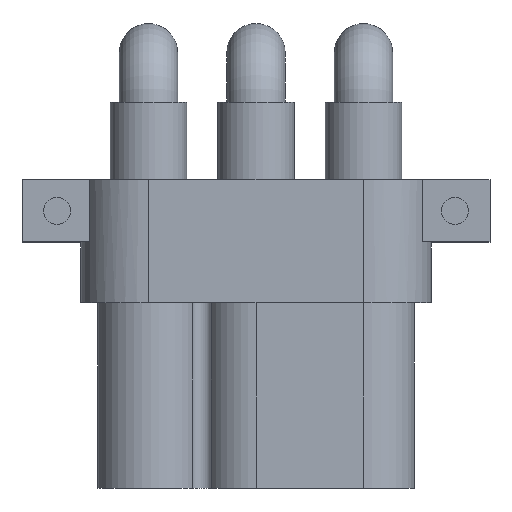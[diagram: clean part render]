
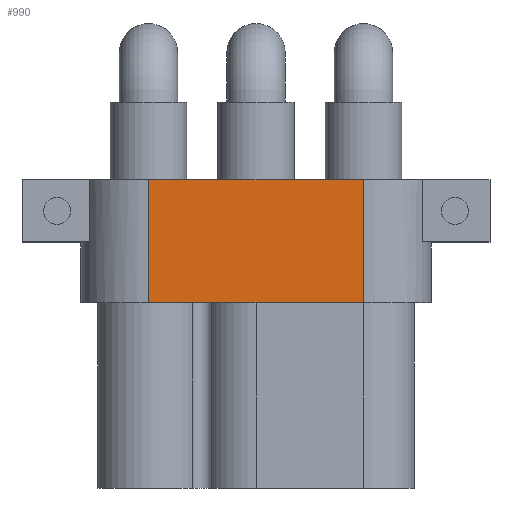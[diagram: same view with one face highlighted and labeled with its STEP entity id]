
A CAD part, top view. The second image highlights one B-rep face of the part: STEP entity #990.
In plain terms, the highlighted planar face has unit normal (0, 0, 1).
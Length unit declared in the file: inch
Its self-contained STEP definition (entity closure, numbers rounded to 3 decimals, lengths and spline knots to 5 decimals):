
#64=PLANE('',#1126);
#125=FACE_OUTER_BOUND('',#201,.T.);
#201=EDGE_LOOP('',(#839,#840,#841,#842));
#243=LINE('',#1620,#310);
#275=LINE('',#1711,#342);
#276=LINE('',#1714,#343);
#277=LINE('',#1715,#344);
#310=VECTOR('',#1334,0.3937);
#342=VECTOR('',#1426,0.3937);
#343=VECTOR('',#1429,0.3937);
#344=VECTOR('',#1430,0.3937);
#459=VERTEX_POINT('',#1617);
#460=VERTEX_POINT('',#1619);
#489=VERTEX_POINT('',#1709);
#490=VERTEX_POINT('',#1713);
#568=EDGE_CURVE('',#459,#460,#243,.T.);
#612=EDGE_CURVE('',#459,#489,#275,.T.);
#613=EDGE_CURVE('',#490,#489,#276,.T.);
#614=EDGE_CURVE('',#460,#490,#277,.T.);
#839=ORIENTED_EDGE('',*,*,#612,.T.);
#840=ORIENTED_EDGE('',*,*,#613,.F.);
#841=ORIENTED_EDGE('',*,*,#614,.F.);
#842=ORIENTED_EDGE('',*,*,#568,.F.);
#990=ADVANCED_FACE('',(#125),#64,.T.);
#1126=AXIS2_PLACEMENT_3D('',#1712,#1427,#1428);
#1334=DIRECTION('',(-1.,0.,0.));
#1426=DIRECTION('',(0.,1.,0.));
#1427=DIRECTION('center_axis',(0.,0.,1.));
#1428=DIRECTION('ref_axis',(1.,0.,0.));
#1429=DIRECTION('',(1.,0.,0.));
#1430=DIRECTION('',(0.,1.,0.));
#1617=CARTESIAN_POINT('',(0.1385,-0.1185,0.1905));
#1619=CARTESIAN_POINT('',(-0.1385,-0.1185,0.1905));
#1620=CARTESIAN_POINT('',(-0.06925,-0.1185,0.1905));
#1709=CARTESIAN_POINT('',(0.1385,0.04,0.1905));
#1711=CARTESIAN_POINT('',(0.1385,0.,0.1905));
#1712=CARTESIAN_POINT('Origin',(-0.1385,0.,0.1905));
#1713=CARTESIAN_POINT('',(-0.1385,0.04,0.1905));
#1714=CARTESIAN_POINT('',(-0.1385,0.04,0.1905));
#1715=CARTESIAN_POINT('',(-0.1385,0.,0.1905));
